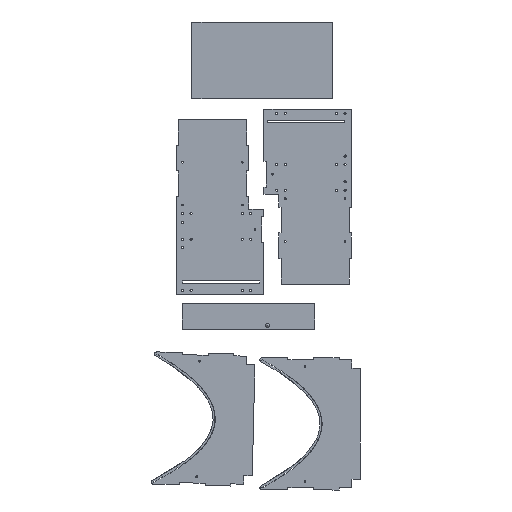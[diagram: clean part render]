
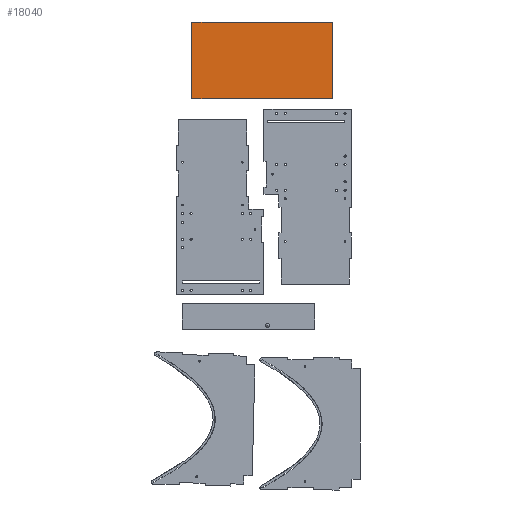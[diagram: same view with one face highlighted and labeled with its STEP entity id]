
A CAD part, front view. The second image highlights one B-rep face of the part: STEP entity #18040.
In plain terms, the highlighted planar face has unit normal (0, -1, 0).
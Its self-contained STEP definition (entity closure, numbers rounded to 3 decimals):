
#1302=PLANE('',#18860);
#2176=FACE_OUTER_BOUND('',#3144,.T.);
#3144=EDGE_LOOP('',(#17149,#17150,#17151,#17152));
#5398=LINE('',#30787,#7661);
#5404=LINE('',#30799,#7667);
#5407=LINE('',#30804,#7670);
#5408=LINE('',#30806,#7671);
#7661=VECTOR('',#22625,10.);
#7667=VECTOR('',#22633,10.);
#7670=VECTOR('',#22640,10.);
#7671=VECTOR('',#22643,10.);
#9410=VERTEX_POINT('',#30784);
#9411=VERTEX_POINT('',#30786);
#9413=VERTEX_POINT('',#30792);
#9416=VERTEX_POINT('',#30797);
#11986=EDGE_CURVE('',#9410,#9411,#5398,.T.);
#11992=EDGE_CURVE('',#9416,#9413,#5404,.T.);
#11995=EDGE_CURVE('',#9416,#9411,#5407,.T.);
#11996=EDGE_CURVE('',#9413,#9410,#5408,.T.);
#17149=ORIENTED_EDGE('',*,*,#11996,.F.);
#17150=ORIENTED_EDGE('',*,*,#11992,.F.);
#17151=ORIENTED_EDGE('',*,*,#11995,.T.);
#17152=ORIENTED_EDGE('',*,*,#11986,.F.);
#18040=ADVANCED_FACE('',(#2176),#1302,.F.);
#18860=AXIS2_PLACEMENT_3D('',#30805,#22641,#22642);
#22625=DIRECTION('',(0.,0.,1.));
#22633=DIRECTION('',(0.,0.,-1.));
#22640=DIRECTION('',(-1.,0.,0.));
#22641=DIRECTION('center_axis',(0.,1.,0.));
#22642=DIRECTION('ref_axis',(1.,0.,0.));
#22643=DIRECTION('',(-1.,0.,0.));
#30784=CARTESIAN_POINT('',(-176.088,-241.207,468.032));
#30786=CARTESIAN_POINT('',(-176.088,-241.207,696.032));
#30787=CARTESIAN_POINT('',(-176.088,-241.207,582.032));
#30792=CARTESIAN_POINT('',(242.054,-241.207,468.032));
#30797=CARTESIAN_POINT('',(242.054,-241.207,696.032));
#30799=CARTESIAN_POINT('',(242.054,-241.207,582.032));
#30804=CARTESIAN_POINT('',(142.054,-241.207,696.032));
#30805=CARTESIAN_POINT('Origin',(192.054,-241.207,582.032));
#30806=CARTESIAN_POINT('',(142.054,-241.207,468.032));
